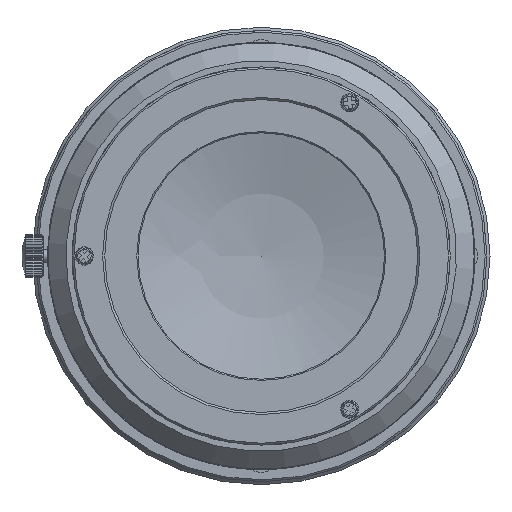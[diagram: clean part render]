
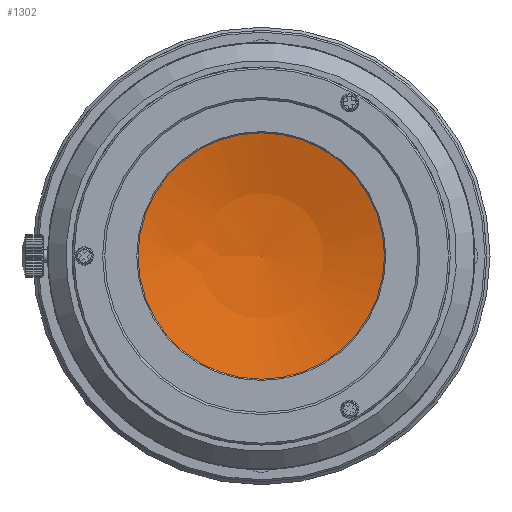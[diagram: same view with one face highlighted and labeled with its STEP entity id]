
A CAD part, left-side view. The second image highlights one B-rep face of the part: STEP entity #1302.
In plain terms, the highlighted spherical face has radius 67.994 mm.
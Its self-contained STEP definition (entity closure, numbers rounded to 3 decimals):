
#106=SPHERICAL_SURFACE('',#11719,67.994);
#787=FACE_OUTER_BOUND('',#3890,.T.);
#1302=ADVANCED_FACE('',(#787),#106,.F.);
#2418=CIRCLE('',#11251,20.239);
#3890=EDGE_LOOP('',(#7041));
#7041=ORIENTED_EDGE('',*,*,#9410,.F.);
#7997=VERTEX_POINT('',#20076);
#9410=EDGE_CURVE('',#7997,#7997,#2418,.T.);
#11251=AXIS2_PLACEMENT_3D('',#20075,#12534,#12535);
#11719=AXIS2_PLACEMENT_3D('',#22250,#13700,#13701);
#12534=DIRECTION('',(1.,0.,0.));
#12535=DIRECTION('',(0.,0.,-1.));
#13700=DIRECTION('',(-1.,0.,0.));
#13701=DIRECTION('',(0.,1.,0.));
#20075=CARTESIAN_POINT('',(-221.127,0.,0.));
#20076=CARTESIAN_POINT('',(-221.127,0.,-20.239));
#22250=CARTESIAN_POINT('',(-286.039,0.,0.));
